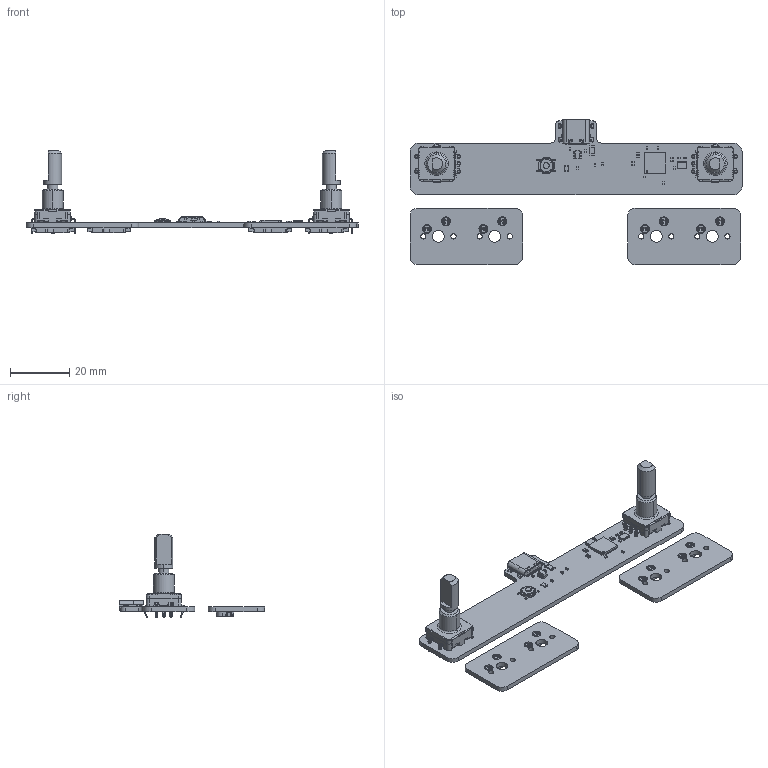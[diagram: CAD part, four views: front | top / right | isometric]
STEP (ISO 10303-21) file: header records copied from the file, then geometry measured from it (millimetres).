
FILE_DESCRIPTION(('FreeCAD Model'),'2;1');
FILE_NAME('Open CASCADE Shape Model','2023-02-23T17:30:01',(''),(''), 'Open CASCADE STEP processor 7.6','FreeCAD','Unknown');
FILE_SCHEMA(('AUTOMOTIVE_DESIGN { 1 0 10303 214 1 1 1 1 }'));
Length unit declared in the file: millimetre
Products named in the file (23): 4k-mania-keypad; Local_CS_b3e8; Board_Geoms_b3e8; Pcb_b3e8; PCB_Sketch_b3e8; Step_Models_b3e8; Top_b3e8; R1_R_0402_1005Metric_07ab9815b66d; C11_C_0402_1005Metric_544834902f6e; SW1_SOLID001_fcc806a87617[2]; U1_QFN-56-1EP_7x7mm_Pitch0.4mm_49d2404f5ed7; U2_SOT_23_6_00218a151b34; SW7_SW_SPST_TL3342_65c26e4d0c21; J1_CON_TYPE-C-31-M-14 v0_fd1c07b9080e[3]; Shroud; Plastic Body & Connector; F1_Fuse_1206_3216Metric_fb17f894d639; Y1_Crystal_SMD_3225-4Pin_3.2x2.5mm_3745ed8ab96c; R4_R_0805_2012Metric_180825628dc1; Bot_b3e8; SW5_Kailh Hotswap RightVersion v23_c0862080d33d; Contact; SOLID001
Assembly tree (43 placements, depth 5):
  4k-mania-keypad
    Local_CS_b3e8
    Board_Geoms_b3e8
      Pcb_b3e8
      PCB_Sketch_b3e8
    Step_Models_b3e8
      Top_b3e8
        R1_R_0402_1005Metric_07ab9815b66d  x3
        C11_C_0402_1005Metric_544834902f6e  x15
        SW1_SOLID001_fcc806a87617[2]  x2
        U1_QFN-56-1EP_7x7mm_Pitch0.4mm_49d2404f5ed7
        U2_SOT_23_6_00218a151b34
        SW7_SW_SPST_TL3342_65c26e4d0c21
        J1_CON_TYPE-C-31-M-14 v0_fd1c07b9080e[3]
          Shroud
          Plastic Body & Connector
        F1_Fuse_1206_3216Metric_fb17f894d639
        Y1_Crystal_SMD_3225-4Pin_3.2x2.5mm_3745ed8ab96c
        R4_R_0805_2012Metric_180825628dc1
      Bot_b3e8
        SW5_Kailh Hotswap RightVersion v23_c0862080d33d  x4
          Contact
          SOLID001
Bounding box: 112 x 48.97 x 28 mm (x, y, z)
Volume: 8089.8 mm3; surface area: 11879.4 mm2
Topology: 43 solids, 44 shells, 4551 faces, 11833 edges, 7488 vertices
Faces by surface type: plane 2985, cylinder 1159, bspline 290, torus 65, cone 52
Full cylindrical faces by diameter (mm): 0.35 x9, 0.5 x1, 0.6 x2, 0.65 x2, 1 x10, 1.75 x8, 2 x1, 2.9 x8, 3 x8, 3.988 x4
Entity records: 81962 total; most frequent: CARTESIAN_POINT 14794, ORIENTED_EDGE 12020, DIRECTION 11277, EDGE_CURVE 6010, LINE 4685, VECTOR 4685, VERTEX_POINT 3815, AXIS2_PLACEMENT_3D 3296
